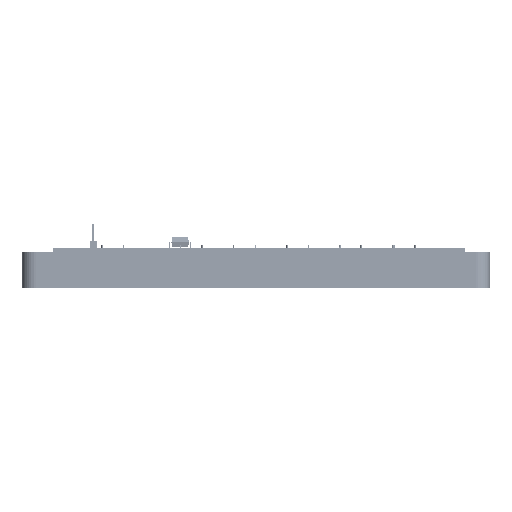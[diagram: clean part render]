
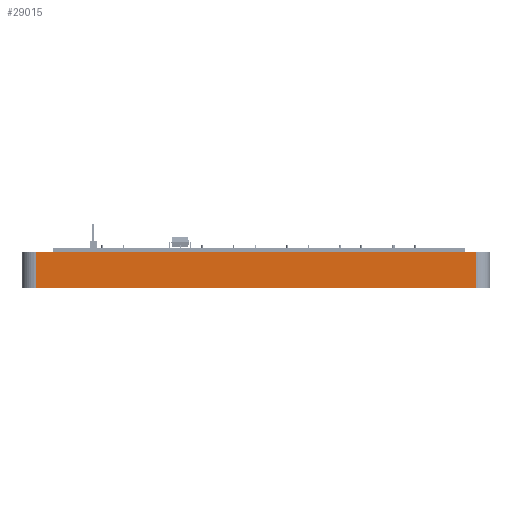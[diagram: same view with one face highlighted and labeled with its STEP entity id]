
A CAD part, left-side view. The second image highlights one B-rep face of the part: STEP entity #29015.
In plain terms, the highlighted planar face has unit normal (-1, 0, 0).
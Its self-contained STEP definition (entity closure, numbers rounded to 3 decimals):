
#2462=PLANE('',#30511);
#3107=FACE_OUTER_BOUND('',#4520,.T.);
#4520=EDGE_LOOP('',(#20324,#20325,#20326,#20327));
#7301=LINE('',#42104,#9749);
#7307=LINE('',#42129,#9755);
#7308=LINE('',#42132,#9756);
#7309=LINE('',#42133,#9757);
#9749=VECTOR('',#33563,10.);
#9755=VECTOR('',#33589,10.);
#9756=VECTOR('',#33592,10.);
#9757=VECTOR('',#33593,10.);
#13727=VERTEX_POINT('',#42101);
#13728=VERTEX_POINT('',#42103);
#13737=VERTEX_POINT('',#42127);
#13738=VERTEX_POINT('',#42131);
#16324=EDGE_CURVE('',#13727,#13728,#7301,.T.);
#16337=EDGE_CURVE('',#13737,#13727,#7307,.T.);
#16338=EDGE_CURVE('',#13738,#13737,#7308,.T.);
#16339=EDGE_CURVE('',#13728,#13738,#7309,.T.);
#20324=ORIENTED_EDGE('',*,*,#16337,.F.);
#20325=ORIENTED_EDGE('',*,*,#16338,.F.);
#20326=ORIENTED_EDGE('',*,*,#16339,.F.);
#20327=ORIENTED_EDGE('',*,*,#16324,.F.);
#29015=ADVANCED_FACE('',(#3107),#2462,.T.);
#30511=AXIS2_PLACEMENT_3D('',#42130,#33590,#33591);
#33563=DIRECTION('',(0.,-1.,0.));
#33589=DIRECTION('',(0.,0.,1.));
#33590=DIRECTION('center_axis',(-1.,0.,0.));
#33591=DIRECTION('ref_axis',(0.,-1.,0.));
#33592=DIRECTION('',(0.,1.,0.));
#33593=DIRECTION('',(0.,0.,-1.));
#42101=CARTESIAN_POINT('',(-109.5,54.5,13.));
#42103=CARTESIAN_POINT('',(-109.5,-102.46,13.));
#42104=CARTESIAN_POINT('',(-109.5,-107.46,13.));
#42127=CARTESIAN_POINT('',(-109.5,54.5,0.));
#42129=CARTESIAN_POINT('',(-109.5,54.5,0.));
#42130=CARTESIAN_POINT('Origin',(-109.5,59.5,0.));
#42131=CARTESIAN_POINT('',(-109.5,-102.46,0.));
#42132=CARTESIAN_POINT('',(-109.5,-107.46,0.));
#42133=CARTESIAN_POINT('',(-109.5,-102.46,0.));
